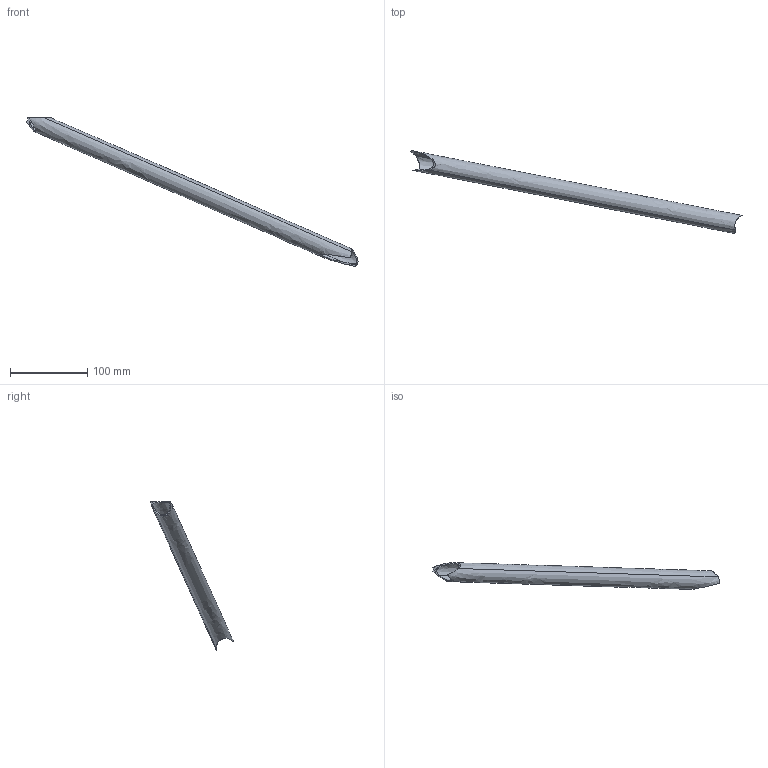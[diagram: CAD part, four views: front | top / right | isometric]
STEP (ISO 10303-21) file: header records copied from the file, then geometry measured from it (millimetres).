
FILE_DESCRIPTION(('CATIA V5 STEP Exchange'),'2;1');
FILE_NAME('7.stp','2017-12-23T17:50:23+00:00',('none'),('none'),'CATIA Version 5 Release 19 SP 2 (IN-10)','CATIA V5 STEP AP203','none');
FILE_SCHEMA(('CONFIG_CONTROL_DESIGN'));
Length unit declared in the file: millimetre
Products named in the file (1): Shape_918
Bounding box: 429.26 x 106.86 x 192.69 mm (x, y, z)
Volume: 48599 mm3; surface area: 65332.6 mm2
Topology: 1 solids, 1 shells, 15 faces, 49 edges, 36 vertices
Faces by surface type: cylinder 6, extrusion 5, bspline 4
Entity records: 1067 total; most frequent: CARTESIAN_POINT 702, ORIENTED_EDGE 94, EDGE_CURVE 47, B_SPLINE_CURVE_WITH_KNOTS 44, VERTEX_POINT 32, DIRECTION 17, ADVANCED_FACE 15, EDGE_LOOP 15
